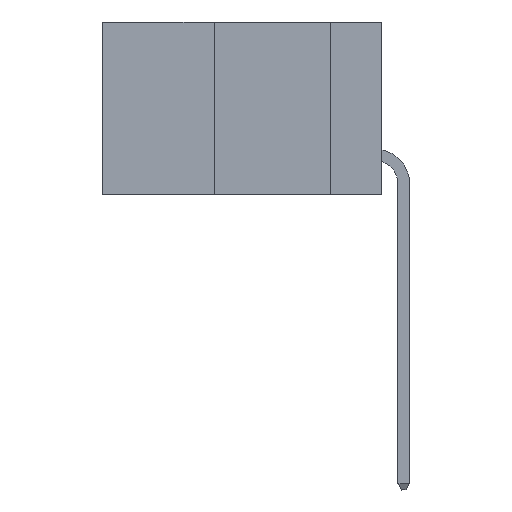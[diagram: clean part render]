
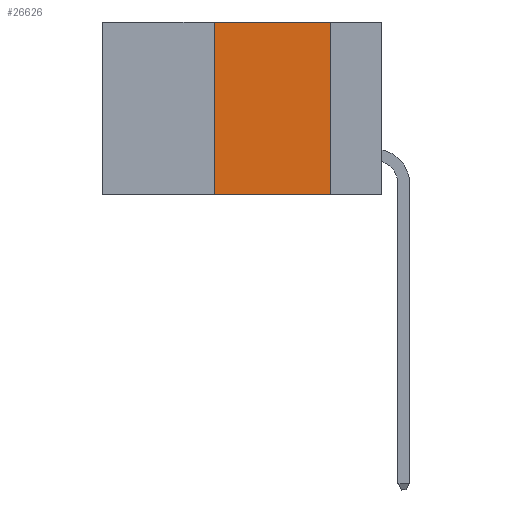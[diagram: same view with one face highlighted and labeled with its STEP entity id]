
A CAD part, left-side view. The second image highlights one B-rep face of the part: STEP entity #26626.
In plain terms, the highlighted planar face has unit normal (-1, 0, 0).
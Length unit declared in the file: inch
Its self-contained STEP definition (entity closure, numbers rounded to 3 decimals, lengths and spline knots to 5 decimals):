
#119 = LINE ( 'NONE', #11947, #2713 ) ;
#2713 = VECTOR ( 'NONE', #5345, 39.37008 ) ;
#4312 = CARTESIAN_POINT ( 'NONE',  ( 0., 0.11, 0. ) ) ;
#5345 = DIRECTION ( 'NONE',  ( 0., -1., 0. ) ) ;
#6497 = EDGE_CURVE ( 'NONE', #29727, #41604, #18964, .T. ) ;
#6578 = CARTESIAN_POINT ( 'NONE',  ( 0., 0.11, -0.37 ) ) ;
#7616 = CARTESIAN_POINT ( 'NONE',  ( 0., 0.6, 0. ) ) ;
#8582 = ORIENTED_EDGE ( 'NONE', *, *, #21701, .T. ) ;
#8644 = LINE ( 'NONE', #7616, #34730 ) ;
#10441 = FACE_OUTER_BOUND ( 'NONE', #17953, .T. ) ;
#11319 = DIRECTION ( 'NONE',  ( 0., 0., -1. ) ) ;
#11750 = CARTESIAN_POINT ( 'NONE',  ( 0., 0.11, 0. ) ) ;
#11947 = CARTESIAN_POINT ( 'NONE',  ( 0., 0.6, -0.37 ) ) ;
#12457 = CARTESIAN_POINT ( 'NONE',  ( 0., 0.36, 0. ) ) ;
#12494 = VERTEX_POINT ( 'NONE', #12457 ) ;
#12568 = ORIENTED_EDGE ( 'NONE', *, *, #18910, .F. ) ;
#13456 = PLANE ( 'NONE',  #22960 ) ;
#17953 = EDGE_LOOP ( 'NONE', ( #31203, #39224, #12568, #8582 ) ) ;
#18130 = EDGE_CURVE ( 'NONE', #12494, #29727, #8644, .T. ) ;
#18910 = EDGE_CURVE ( 'NONE', #25388, #12494, #40258, .T. ) ;
#18964 = LINE ( 'NONE', #11750, #39407 ) ;
#20303 = DIRECTION ( 'NONE',  ( 0., 0., -1. ) ) ;
#20387 = CARTESIAN_POINT ( 'NONE',  ( 0., 0.36, -0.37 ) ) ;
#21701 = EDGE_CURVE ( 'NONE', #25388, #41604, #119, .T. ) ;
#22960 = AXIS2_PLACEMENT_3D ( 'NONE', #26309, #36705, #20303 ) ;
#25388 = VERTEX_POINT ( 'NONE', #20387 ) ;
#26232 = DIRECTION ( 'NONE',  ( 0., 0., 1. ) ) ;
#26309 = CARTESIAN_POINT ( 'NONE',  ( 0., 0.6, 0. ) ) ;
#26626 = ADVANCED_FACE ( 'NONE', ( #10441 ), #13456, .F. ) ;
#29727 = VERTEX_POINT ( 'NONE', #4312 ) ;
#31203 = ORIENTED_EDGE ( 'NONE', *, *, #6497, .F. ) ;
#31556 = VECTOR ( 'NONE', #26232, 39.37008 ) ;
#34730 = VECTOR ( 'NONE', #36617, 39.37008 ) ;
#36617 = DIRECTION ( 'NONE',  ( 0., -1., 0. ) ) ;
#36705 = DIRECTION ( 'NONE',  ( 1., 0., 0. ) ) ;
#39224 = ORIENTED_EDGE ( 'NONE', *, *, #18130, .F. ) ;
#39407 = VECTOR ( 'NONE', #11319, 39.37008 ) ;
#40258 = LINE ( 'NONE', #42339, #31556 ) ;
#41604 = VERTEX_POINT ( 'NONE', #6578 ) ;
#42339 = CARTESIAN_POINT ( 'NONE',  ( 0., 0.36, 0. ) ) ;
